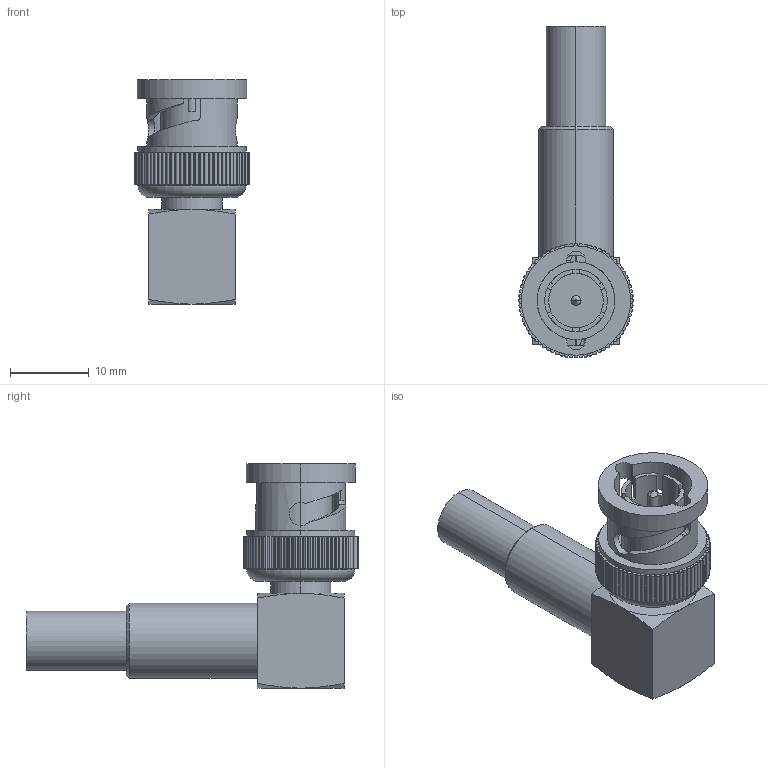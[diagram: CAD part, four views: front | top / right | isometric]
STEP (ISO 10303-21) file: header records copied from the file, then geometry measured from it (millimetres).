
FILE_DESCRIPTION (( 'STEP AP214' ), '1' );
FILE_NAME ('BAC706_3D.step', '2023-07-25T15:01:22', ( '' ), ( '' ), 'SwSTEP 2.0', 'SolidWorks 2022', '' );
FILE_SCHEMA (( 'AUTOMOTIVE_DESIGN' ));
Length unit declared in the file: inch
Products named in the file (4): BAC706_with flange; BAC706-MA2; BAC706-MA1; BAC706_3D
Assembly tree (3 placements, depth 2):
  BAC706_3D
    BAC706_with flange
    BAC706-MA1
    BAC706-MA2
Bounding box: 14.5 x 42.05 x 28.4 mm (x, y, z)
Volume: 3880.8 mm3; surface area: 4168.3 mm2
Topology: 3 solids, 4 shells, 389 faces, 1069 edges, 703 vertices
Faces by surface type: plane 201, cylinder 157, cone 20, bspline 6, torus 5
Entity records: 13162 total; most frequent: CARTESIAN_POINT 2739, DIRECTION 2139, ORIENTED_EDGE 2138, EDGE_CURVE 1069, AXIS2_PLACEMENT_3D 741, VERTEX_POINT 703, LINE 657, VECTOR 657
